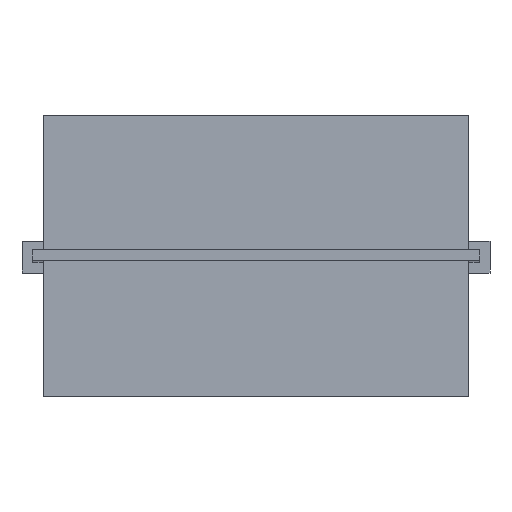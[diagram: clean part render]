
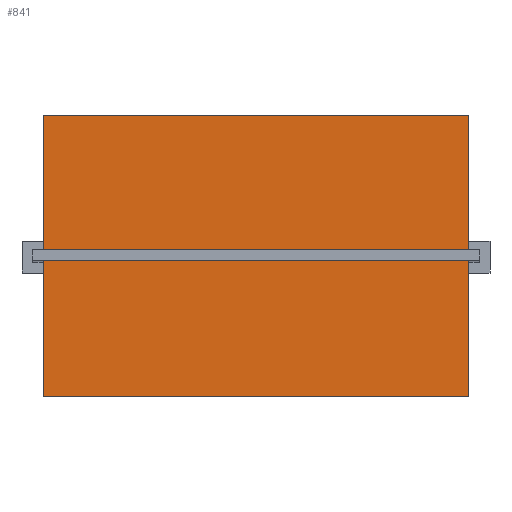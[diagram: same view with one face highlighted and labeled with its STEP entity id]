
A CAD part, top view. The second image highlights one B-rep face of the part: STEP entity #841.
In plain terms, the highlighted planar face has unit normal (0, 0, 1).
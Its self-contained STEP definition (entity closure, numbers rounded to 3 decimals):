
#197=CARTESIAN_POINT('Vertex',(10.,-10.,1200.)) ;
#200=CARTESIAN_POINT('Line Origine',(10.,0.,1200.)) ;
#204=CARTESIAN_POINT('Vertex',(10.,10.,1200.)) ;
#223=CARTESIAN_POINT('Vertex',(810.,10.,1200.)) ;
#226=CARTESIAN_POINT('Line Origine',(810.,0.,1200.)) ;
#230=CARTESIAN_POINT('Vertex',(810.,-10.,1200.)) ;
#368=CARTESIAN_POINT('Vertex',(810.,265.,1200.)) ;
#371=CARTESIAN_POINT('Line Origine',(810.,137.5,1200.)) ;
#559=CARTESIAN_POINT('Vertex',(10.,265.,1200.)) ;
#562=CARTESIAN_POINT('Line Origine',(410.,265.,1200.)) ;
#761=CARTESIAN_POINT('Line Origine',(810.,-137.5,1200.)) ;
#765=CARTESIAN_POINT('Vertex',(810.,-265.,1200.)) ;
#789=CARTESIAN_POINT('Vertex',(10.,-265.,1200.)) ;
#792=CARTESIAN_POINT('Line Origine',(410.,-265.,1200.)) ;
#804=CARTESIAN_POINT('Line Origine',(10.,-137.5,1200.)) ;
#821=CARTESIAN_POINT('Axis2P3D Location',(0.,0.,1200.)) ;
#826=CARTESIAN_POINT('Line Origine',(10.,137.5,1200.)) ;
#201=DIRECTION('Vector Direction',(0.,-1.,0.)) ;
#227=DIRECTION('Vector Direction',(0.,1.,0.)) ;
#372=DIRECTION('Vector Direction',(0.,1.,0.)) ;
#563=DIRECTION('Vector Direction',(1.,0.,0.)) ;
#762=DIRECTION('Vector Direction',(0.,1.,0.)) ;
#793=DIRECTION('Vector Direction',(-1.,0.,0.)) ;
#805=DIRECTION('Vector Direction',(0.,-1.,0.)) ;
#822=DIRECTION('Axis2P3D Direction',(0.,0.,1.)) ;
#823=DIRECTION('Axis2P3D XDirection',(1.,0.,0.)) ;
#827=DIRECTION('Vector Direction',(0.,-1.,0.)) ;
#824=AXIS2_PLACEMENT_3D('Plane Axis2P3D',#821,#822,#823) ;
#832=ORIENTED_EDGE('',*,*,#830,.T.) ;
#833=ORIENTED_EDGE('',*,*,#206,.T.) ;
#834=ORIENTED_EDGE('',*,*,#808,.T.) ;
#835=ORIENTED_EDGE('',*,*,#796,.T.) ;
#836=ORIENTED_EDGE('',*,*,#767,.T.) ;
#837=ORIENTED_EDGE('',*,*,#232,.T.) ;
#838=ORIENTED_EDGE('',*,*,#375,.T.) ;
#839=ORIENTED_EDGE('',*,*,#566,.T.) ;
#202=VECTOR('Line Direction',#201,1.) ;
#228=VECTOR('Line Direction',#227,1.) ;
#373=VECTOR('Line Direction',#372,1.) ;
#564=VECTOR('Line Direction',#563,1.) ;
#763=VECTOR('Line Direction',#762,1.) ;
#794=VECTOR('Line Direction',#793,1.) ;
#806=VECTOR('Line Direction',#805,1.) ;
#828=VECTOR('Line Direction',#827,1.) ;
#841=ADVANCED_FACE('PartBody',(#840),#825,.T.) ;
#206=EDGE_CURVE('',#205,#198,#203,.T.) ;
#232=EDGE_CURVE('',#231,#224,#229,.T.) ;
#375=EDGE_CURVE('',#224,#369,#374,.T.) ;
#566=EDGE_CURVE('',#369,#560,#565,.F.) ;
#767=EDGE_CURVE('',#766,#231,#764,.T.) ;
#796=EDGE_CURVE('',#790,#766,#795,.F.) ;
#808=EDGE_CURVE('',#198,#790,#807,.T.) ;
#830=EDGE_CURVE('',#560,#205,#829,.T.) ;
#831=EDGE_LOOP('',(#832,#833,#834,#835,#836,#837,#838,#839)) ;
#840=FACE_OUTER_BOUND('',#831,.T.) ;
#203=LINE('Line',#200,#202) ;
#229=LINE('Line',#226,#228) ;
#374=LINE('Line',#371,#373) ;
#565=LINE('Line',#562,#564) ;
#764=LINE('Line',#761,#763) ;
#795=LINE('Line',#792,#794) ;
#807=LINE('Line',#804,#806) ;
#829=LINE('Line',#826,#828) ;
#825=PLANE('',#824) ;
#198=VERTEX_POINT('',#197) ;
#205=VERTEX_POINT('',#204) ;
#224=VERTEX_POINT('',#223) ;
#231=VERTEX_POINT('',#230) ;
#369=VERTEX_POINT('',#368) ;
#560=VERTEX_POINT('',#559) ;
#766=VERTEX_POINT('',#765) ;
#790=VERTEX_POINT('',#789) ;
